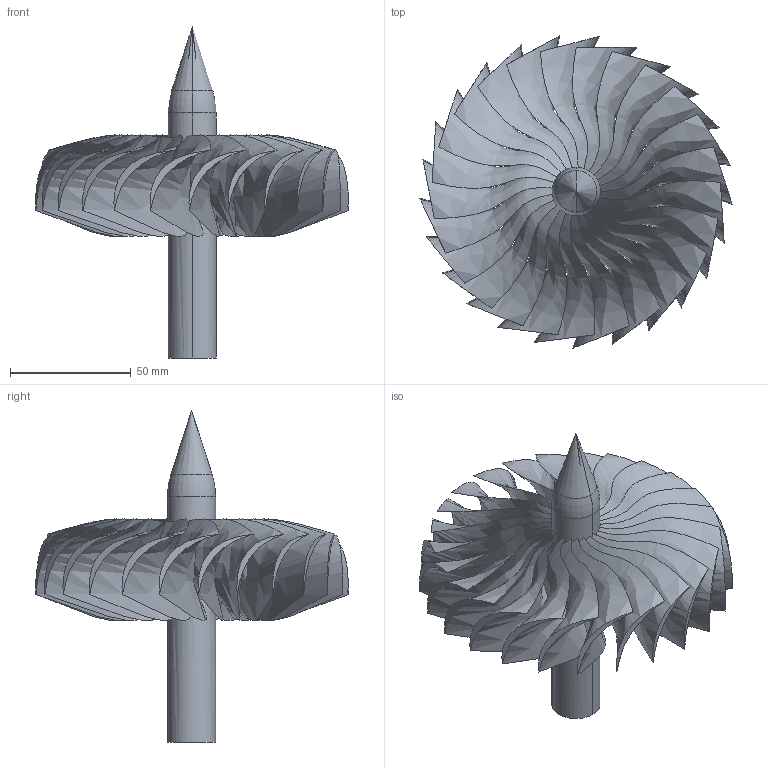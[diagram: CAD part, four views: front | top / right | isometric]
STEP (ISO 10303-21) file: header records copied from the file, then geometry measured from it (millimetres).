
FILE_DESCRIPTION (( 'STEP AP203' ), '1' );
FILE_NAME ('propeller_Default_sldprt.STEP', '2025-10-06T18:16:34', ( '' ), ( '' ), 'SwSTEP 2.0', 'SolidWorks 2025', '' );
FILE_SCHEMA (( 'CONFIG_CONTROL_DESIGN' ));
Length unit declared in the file: millimetre
Products named in the file (1): propeller_Default_sldprt
Bounding box: 129.68 x 129.59 x 137.67 mm (x, y, z)
Volume: 126119.5 mm3; surface area: 119890.3 mm2
Topology: 1 solids, 1 shells, 95 faces, 275 edges, 181 vertices
Faces by surface type: bspline 50, plane 27, cylinder 14, torus 2, cone 2
Entity records: 5077 total; most frequent: CARTESIAN_POINT 3135, ORIENTED_EDGE 546, EDGE_CURVE 273, B_SPLINE_CURVE_WITH_KNOTS 245, VERTEX_POINT 181, DIRECTION 132, EDGE_LOOP 96, ADVANCED_FACE 95
